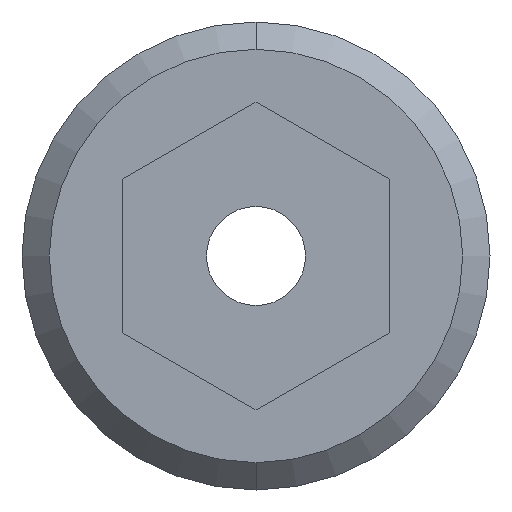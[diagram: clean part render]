
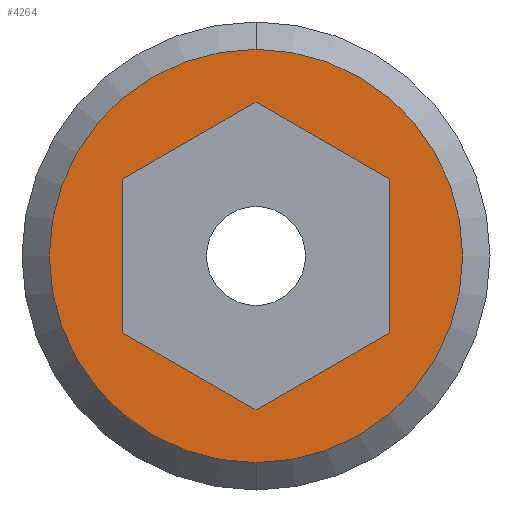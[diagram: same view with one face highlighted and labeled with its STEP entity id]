
A CAD part, left-side view. The second image highlights one B-rep face of the part: STEP entity #4264.
In plain terms, the highlighted planar face has unit normal (-1, 0, 0).
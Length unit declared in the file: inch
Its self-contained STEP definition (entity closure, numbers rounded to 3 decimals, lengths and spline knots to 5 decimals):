
#1931=CARTESIAN_POINT('',(-0.085,0.,0.));
#1932=DIRECTION('',(-1.,0.,0.));
#1933=DIRECTION('',(0.,1.,0.));
#1934=AXIS2_PLACEMENT_3D('',#1931,#1932,#1933);
#1949=DIRECTION('',(0.,0.5,0.866));
#1950=VECTOR('',#1949,0.04503);
#1951=CARTESIAN_POINT('',(-0.085,0.02252,-0.039));
#1952=LINE('',#1951,#1950);
#1953=DIRECTION('',(0.,1.,0.));
#1954=VECTOR('',#1953,0.04503);
#1955=CARTESIAN_POINT('',(-0.085,-0.02252,-0.039));
#1956=LINE('',#1955,#1954);
#1957=DIRECTION('',(0.,0.5,-0.866));
#1958=VECTOR('',#1957,0.04503);
#1959=CARTESIAN_POINT('',(-0.085,-0.04503,0.));
#1960=LINE('',#1959,#1958);
#1961=DIRECTION('',(0.,-0.5,-0.866));
#1962=VECTOR('',#1961,0.04503);
#1963=CARTESIAN_POINT('',(-0.085,-0.02252,0.039));
#1964=LINE('',#1963,#1962);
#1965=DIRECTION('',(0.,-1.,0.));
#1966=VECTOR('',#1965,0.04503);
#1967=CARTESIAN_POINT('',(-0.085,0.02252,0.039));
#1968=LINE('',#1967,#1966);
#1969=DIRECTION('',(0.,-0.5,0.866));
#1970=VECTOR('',#1969,0.04503);
#1971=CARTESIAN_POINT('',(-0.085,0.04503,0.));
#1972=LINE('',#1971,#1970);
#1973=CARTESIAN_POINT('',(-0.085,0.,0.));
#1974=DIRECTION('',(1.,0.,0.));
#1975=DIRECTION('',(0.,1.,0.));
#1976=AXIS2_PLACEMENT_3D('',#1973,#1974,#1975);
#2117=CARTESIAN_POINT('',(-0.085,0.0605,0.));
#2118=CARTESIAN_POINT('',(-0.085,-0.0605,0.));
#2119=VERTEX_POINT('',#2117);
#2120=VERTEX_POINT('',#2118);
#2137=CARTESIAN_POINT('',(-0.085,0.02252,-0.039));
#2138=CARTESIAN_POINT('',(-0.085,0.04503,0.));
#2139=VERTEX_POINT('',#2137);
#2140=VERTEX_POINT('',#2138);
#2141=CARTESIAN_POINT('',(-0.085,-0.02252,-0.039));
#2142=VERTEX_POINT('',#2141);
#2143=CARTESIAN_POINT('',(-0.085,-0.04503,0.));
#2144=VERTEX_POINT('',#2143);
#2145=CARTESIAN_POINT('',(-0.085,-0.02252,0.039));
#2146=VERTEX_POINT('',#2145);
#2147=CARTESIAN_POINT('',(-0.085,0.02252,0.039));
#2148=VERTEX_POINT('',#2147);
#4240=CARTESIAN_POINT('',(-0.085,0.,0.));
#4241=DIRECTION('',(1.,0.,0.));
#4242=DIRECTION('',(0.,-1.,0.));
#4243=AXIS2_PLACEMENT_3D('',#4240,#4241,#4242);
#4244=PLANE('',#4243);
#4245=ORIENTED_EDGE('',*,*,#4230,.F.);
#4247=ORIENTED_EDGE('',*,*,#4246,.T.);
#4248=EDGE_LOOP('',(#4245,#4247));
#4249=FACE_OUTER_BOUND('',#4248,.F.);
#4251=ORIENTED_EDGE('',*,*,#4250,.F.);
#4253=ORIENTED_EDGE('',*,*,#4252,.F.);
#4255=ORIENTED_EDGE('',*,*,#4254,.F.);
#4257=ORIENTED_EDGE('',*,*,#4256,.F.);
#4259=ORIENTED_EDGE('',*,*,#4258,.F.);
#4261=ORIENTED_EDGE('',*,*,#4260,.F.);
#4262=EDGE_LOOP('',(#4251,#4253,#4255,#4257,#4259,#4261));
#4263=FACE_BOUND('',#4262,.F.);
#1935=CIRCLE('',#1934,0.0605);
#1977=CIRCLE('',#1976,0.0605);
#4230=EDGE_CURVE('',#2119,#2120,#1935,.T.);
#4246=EDGE_CURVE('',#2119,#2120,#1977,.T.);
#4250=EDGE_CURVE('',#2139,#2140,#1952,.T.);
#4252=EDGE_CURVE('',#2142,#2139,#1956,.T.);
#4254=EDGE_CURVE('',#2144,#2142,#1960,.T.);
#4256=EDGE_CURVE('',#2146,#2144,#1964,.T.);
#4258=EDGE_CURVE('',#2148,#2146,#1968,.T.);
#4260=EDGE_CURVE('',#2140,#2148,#1972,.T.);
#4264=ADVANCED_FACE('',(#4249,#4263),#4244,.F.);
